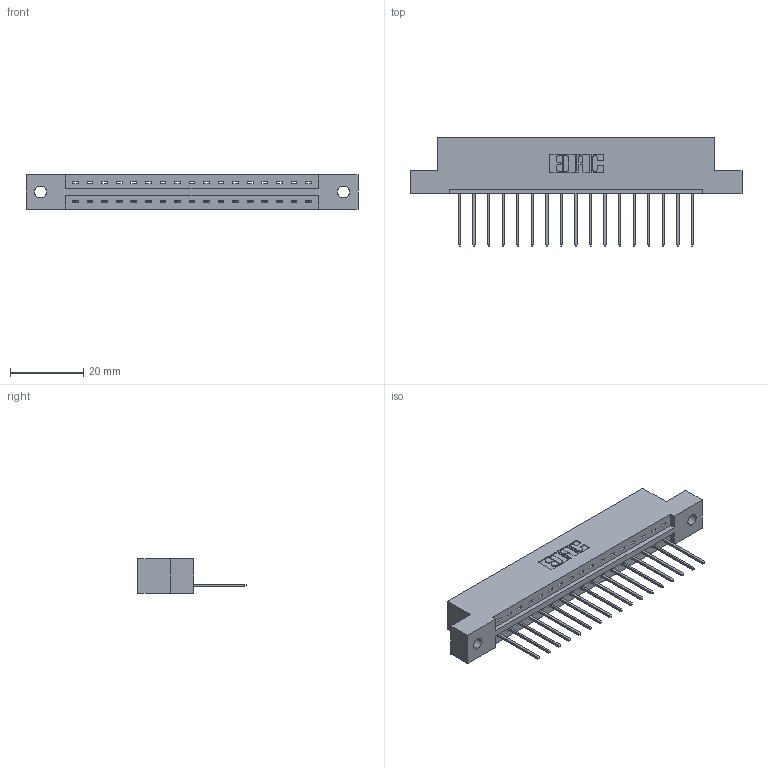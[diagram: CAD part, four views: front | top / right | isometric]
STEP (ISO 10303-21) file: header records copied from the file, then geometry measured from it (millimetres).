
FILE_DESCRIPTION (( 'STEP AP203' ), '1' );
FILE_NAME ('337-017-540-102.STEP', '2018-08-04T21:55:55', ( '' ), ( '' ), 'SwSTEP 2.0', 'SolidWorks 2016', '' );
FILE_SCHEMA (( 'CONFIG_CONTROL_DESIGN' ));
Length unit declared in the file: inch
Products named in the file (3): 345-292-001_345-293-140; 337-017-540-102; 337 Part_Flush Mounting Lugs - 0.128 Dia
Assembly tree (18 placements, depth 2):
  337-017-540-102
    337 Part_Flush Mounting Lugs - 0.128 Dia
    345-292-001_345-293-140  x17
Bounding box: 90.37 x 29.47 x 9.4 mm (x, y, z)
Volume: 9066.3 mm3; surface area: 9130.9 mm2
Topology: 18 solids, 18 shells, 1168 faces, 3507 edges, 2314 vertices
Faces by surface type: plane 852, cylinder 316
Entity records: 15891 total; most frequent: CARTESIAN_POINT 2773, ORIENTED_EDGE 2726, DIRECTION 2385, EDGE_CURVE 1363, VECTOR 1235, LINE 1235, VERTEX_POINT 906, AXIS2_PLACEMENT_3D 575
